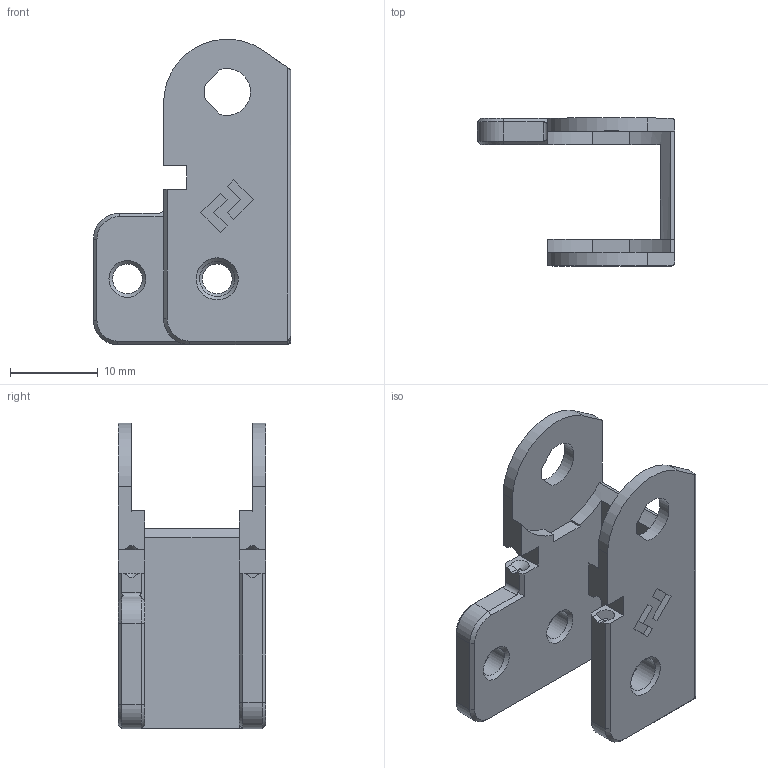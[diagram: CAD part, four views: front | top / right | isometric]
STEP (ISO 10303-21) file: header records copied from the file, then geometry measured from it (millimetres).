
FILE_DESCRIPTION(/* description */ (''),/* implementation_level */ '2;1');
FILE_NAME(/* name */ 'z_anchor_frame_v2_x1.step',/* time_stamp */ '2025-12-22T12:18:54-05:00',/* author */ (''),/* organization */ (''),/* preprocessor_version */ 'ST-DEVELOPER v20.1',/* originating_system */ 'Autodesk Translation Framework v14.21.0.0',/* authorisation */ '');
FILE_SCHEMA (('AUTOMOTIVE_DESIGN { 1 0 10303 214 3 1 1 }'));
Length unit declared in the file: millimetre
Products named in the file (5): z_anchor_frame_x1; z_anchor_frame_x1 Geometry; z_anchor_gantry_x1; angled; angled Geometry
Assembly tree (4 placements, depth 4):
  z_anchor_frame_x1
    z_anchor_frame_x1 Geometry
    z_anchor_gantry_x1
      angled
        angled Geometry
Bounding box: 22.48 x 16.82 x 34.8 mm (x, y, z)
Volume: 2884.8 mm3; surface area: 3208 mm2
Topology: 2 solids, 2 shells, 121 faces, 327 edges, 210 vertices
Faces by surface type: plane 83, cylinder 19, cone 15, bspline 4
Full cylindrical faces by diameter (mm): 3.4 x2, 4 x1
Entity records: 4317 total; most frequent: CARTESIAN_POINT 1132, ORIENTED_EDGE 650, DIRECTION 626, EDGE_CURVE 325, LINE 244, VECTOR 244, VERTEX_POINT 210, AXIS2_PLACEMENT_3D 191
